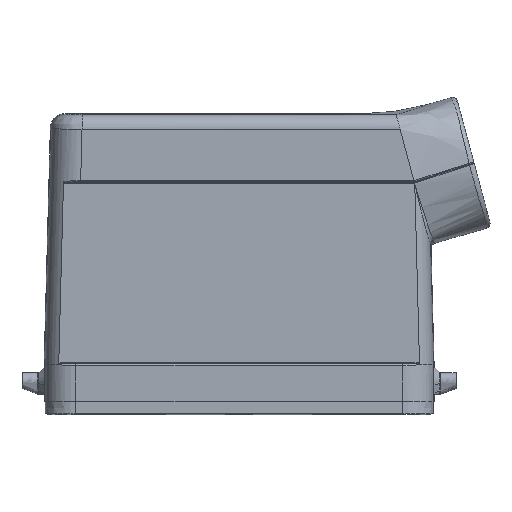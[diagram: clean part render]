
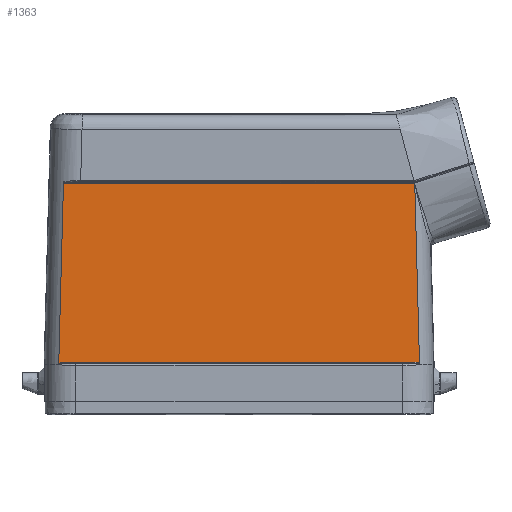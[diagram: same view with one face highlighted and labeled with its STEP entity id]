
A CAD part, front view. The second image highlights one B-rep face of the part: STEP entity #1363.
In plain terms, the highlighted planar face has unit normal (0, -1, 0).
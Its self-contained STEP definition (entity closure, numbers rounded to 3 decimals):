
#1363=ADVANCED_FACE('',(#1911),#1715,.F.);
#1715=PLANE('',#7505);
#1911=FACE_OUTER_BOUND('',#2264,.T.);
#2264=EDGE_LOOP('',(#2849,#2850,#2851,#2852,#2853,#2854,#2855,#2856));
#2849=ORIENTED_EDGE('',*,*,#5158,.T.);
#2850=ORIENTED_EDGE('',*,*,#5159,.T.);
#2851=ORIENTED_EDGE('',*,*,#5160,.T.);
#2852=ORIENTED_EDGE('',*,*,#5161,.T.);
#2853=ORIENTED_EDGE('',*,*,#5162,.T.);
#2854=ORIENTED_EDGE('',*,*,#5163,.T.);
#2855=ORIENTED_EDGE('',*,*,#5164,.T.);
#2856=ORIENTED_EDGE('',*,*,#5165,.T.);
#4563=VERTEX_POINT('',#11306);
#4564=VERTEX_POINT('',#11307);
#4565=VERTEX_POINT('',#11318);
#4566=VERTEX_POINT('',#11320);
#4567=VERTEX_POINT('',#11327);
#4568=VERTEX_POINT('',#11329);
#4569=VERTEX_POINT('',#11336);
#4570=VERTEX_POINT('',#11338);
#5158=EDGE_CURVE('',#4563,#4564,#5961,.T.);
#5159=EDGE_CURVE('',#4564,#4565,#6981,.T.);
#5160=EDGE_CURVE('',#4565,#4566,#5962,.T.);
#5161=EDGE_CURVE('',#4566,#4567,#6982,.T.);
#5162=EDGE_CURVE('',#4567,#4568,#5963,.T.);
#5163=EDGE_CURVE('',#4568,#4569,#6983,.T.);
#5164=EDGE_CURVE('',#4569,#4570,#5964,.T.);
#5165=EDGE_CURVE('',#4570,#4563,#6984,.T.);
#5961=LINE('',#11305,#6433);
#5962=LINE('',#11319,#6434);
#5963=LINE('',#11328,#6435);
#5964=LINE('',#11337,#6436);
#6433=VECTOR('',#8161,1.);
#6434=VECTOR('',#8162,1.);
#6435=VECTOR('',#8163,1.);
#6436=VECTOR('',#8164,1.);
#6981=B_SPLINE_CURVE_WITH_KNOTS('',3,(#11308,#11309,#11310,#11311,#11312,
#11313,#11314,#11315,#11316,#11317),.UNSPECIFIED.,.F.,.F.,(4,3,3,4),(0.,
0.614,0.915,1.),.UNSPECIFIED.);
#6982=B_SPLINE_CURVE_WITH_KNOTS('',3,(#11321,#11322,#11323,#11324,#11325,
#11326),.UNSPECIFIED.,.F.,.F.,(4,2,4),(0.,0.5,1.),.UNSPECIFIED.);
#6983=B_SPLINE_CURVE_WITH_KNOTS('',3,(#11330,#11331,#11332,#11333,#11334,
#11335),.UNSPECIFIED.,.F.,.F.,(4,2,4),(0.,0.5,1.),.UNSPECIFIED.);
#6984=B_SPLINE_CURVE_WITH_KNOTS('',3,(#11339,#11340,#11341,#11342),
 .UNSPECIFIED.,.F.,.F.,(4,4),(0.,1.),.UNSPECIFIED.);
#7505=AXIS2_PLACEMENT_3D('',#11343,#8165,#8166);
#8161=DIRECTION('',(-1.,0.,0.));
#8162=DIRECTION('',(-0.026,0.,-1.));
#8163=DIRECTION('',(1.,0.,0.));
#8164=DIRECTION('',(-0.026,0.,1.));
#8165=DIRECTION('',(0.,1.,0.));
#8166=DIRECTION('',(0.,0.,1.));
#11305=CARTESIAN_POINT('',(-35.39,-13.7,32.682));
#11306=CARTESIAN_POINT('',(35.681,-13.701,32.685));
#11307=CARTESIAN_POINT('',(-35.1,-13.7,32.682));
#11308=CARTESIAN_POINT('',(-35.1,-13.7,32.682));
#11309=CARTESIAN_POINT('',(-35.234,-13.7,32.682));
#11310=CARTESIAN_POINT('',(-35.373,-13.7,32.697));
#11311=CARTESIAN_POINT('',(-35.5,-13.7,32.742));
#11312=CARTESIAN_POINT('',(-35.562,-13.7,32.764));
#11313=CARTESIAN_POINT('',(-35.623,-13.7,32.795));
#11314=CARTESIAN_POINT('',(-35.673,-13.7,32.839));
#11315=CARTESIAN_POINT('',(-35.688,-13.7,32.852));
#11316=CARTESIAN_POINT('',(-35.701,-13.7,32.865));
#11317=CARTESIAN_POINT('',(-35.713,-13.7,32.88));
#11318=CARTESIAN_POINT('',(-35.713,-13.7,32.88));
#11319=CARTESIAN_POINT('',(-36.549,-13.7,0.957));
#11320=CARTESIAN_POINT('',(-36.679,-13.7,-3.998));
#11321=CARTESIAN_POINT('',(-36.679,-13.7,-3.998));
#11322=CARTESIAN_POINT('',(-36.564,-13.7,-3.867));
#11323=CARTESIAN_POINT('',(-36.395,-13.7,-3.803));
#11324=CARTESIAN_POINT('',(-36.061,-13.7,-3.725));
#11325=CARTESIAN_POINT('',(-35.892,-13.7,-3.713));
#11326=CARTESIAN_POINT('',(-35.72,-13.7,-3.713));
#11327=CARTESIAN_POINT('',(-35.72,-13.7,-3.713));
#11328=CARTESIAN_POINT('',(36.199,-13.7,-3.713));
#11329=CARTESIAN_POINT('',(35.72,-13.7,-3.713));
#11330=CARTESIAN_POINT('',(35.72,-13.7,-3.713));
#11331=CARTESIAN_POINT('',(35.892,-13.7,-3.713));
#11332=CARTESIAN_POINT('',(36.061,-13.7,-3.725));
#11333=CARTESIAN_POINT('',(36.395,-13.7,-3.803));
#11334=CARTESIAN_POINT('',(36.564,-13.7,-3.867));
#11335=CARTESIAN_POINT('',(36.679,-13.7,-3.998));
#11336=CARTESIAN_POINT('',(36.679,-13.7,-3.998));
#11337=CARTESIAN_POINT('',(36.549,-13.7,0.957));
#11338=CARTESIAN_POINT('',(35.722,-13.691,32.531));
#11339=CARTESIAN_POINT('',(35.722,-13.7,32.53));
#11340=CARTESIAN_POINT('',(35.709,-13.7,32.582));
#11341=CARTESIAN_POINT('',(35.695,-13.7,32.633));
#11342=CARTESIAN_POINT('',(35.681,-13.7,32.685));
#11343=CARTESIAN_POINT('',(39.65,-13.7,32.85));
